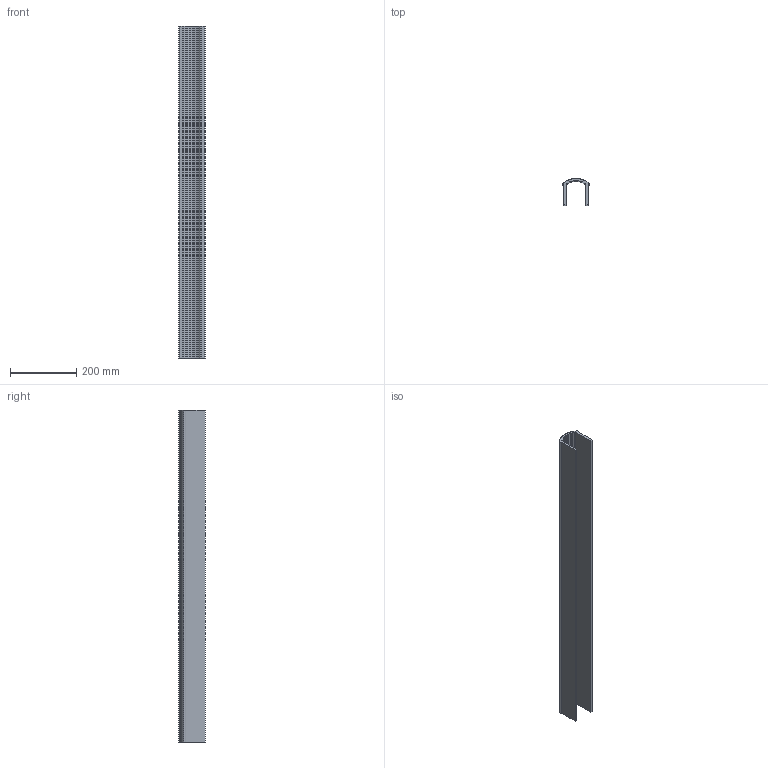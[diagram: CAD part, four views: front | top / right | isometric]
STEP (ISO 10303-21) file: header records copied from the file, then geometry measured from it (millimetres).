
FILE_DESCRIPTION(/* description */ ('Håndliste 80x80/7/7'),/* implementation_level */ '2;1');
FILE_NAME(/* name */ 'Handrail80x80x7.stp',/* time_stamp */ '2019-09-19T15:39:45+02:00',/* author */ ('mma'),/* organization */ (''),/* preprocessor_version */ 'ST-DEVELOPER v16.5',/* originating_system */ 'Autodesk Inventor 2017',/* authorisation */ '0 mm^3');
FILE_SCHEMA (('AUTOMOTIVE_DESIGN { 1 0 10303 214 3 1 1 }'));
Length unit declared in the file: millimetre
Products named in the file (1): Handrail 122051 iht. EN 13706-01
Bounding box: 79.7 x 80 x 1000 mm (x, y, z)
Volume: 1487331 mm3; surface area: 429517.9 mm2
Topology: 1 solids, 1 shells, 38 faces, 108 edges, 72 vertices
Faces by surface type: bspline 26, plane 12
Entity records: 1514 total; most frequent: CARTESIAN_POINT 541, ORIENTED_EDGE 216, DIRECTION 170, EDGE_CURVE 108, VERTEX_POINT 72, AXIS2_PLACEMENT_3D 57, LINE 56, VECTOR 56
